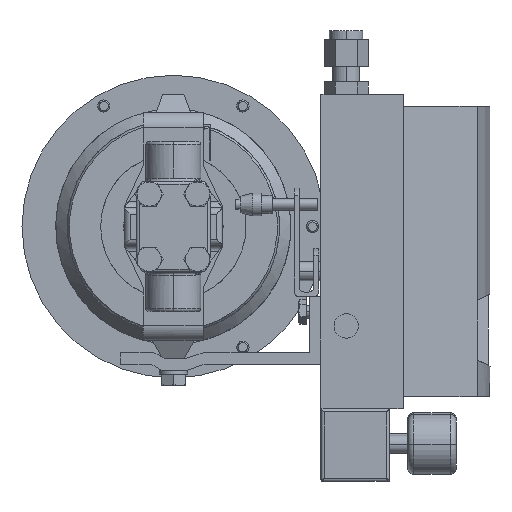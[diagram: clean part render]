
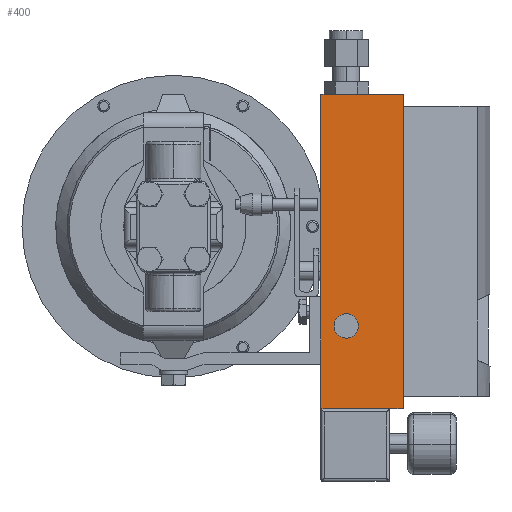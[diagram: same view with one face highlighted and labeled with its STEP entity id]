
A CAD part, front view. The second image highlights one B-rep face of the part: STEP entity #400.
In plain terms, the highlighted planar face has unit normal (0, -1, 0).
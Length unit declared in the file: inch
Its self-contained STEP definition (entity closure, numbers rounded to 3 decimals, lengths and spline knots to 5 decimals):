
#10 = CIRCLE ( 'NONE', #19874, 0.25157 ) ;
#343 = DIRECTION ( 'NONE',  ( 0., 0., -1. ) ) ;
#400 = ADVANCED_FACE ( 'NONE', ( #9149, #15603 ), #21511, .F. ) ;
#712 = EDGE_CURVE ( 'NONE', #4719, #6784, #9540, .T. ) ;
#776 = VERTEX_POINT ( 'NONE', #22579 ) ;
#836 = ORIENTED_EDGE ( 'NONE', *, *, #712, .T. ) ;
#892 = LINE ( 'NONE', #35213, #21775 ) ;
#899 = VECTOR ( 'NONE', #17838, 39.37008 ) ;
#949 = ORIENTED_EDGE ( 'NONE', *, *, #31432, .F. ) ;
#2072 = VECTOR ( 'NONE', #3790, 39.37008 ) ;
#2472 = EDGE_CURVE ( 'NONE', #24738, #34334, #34308, .T. ) ;
#2531 = VERTEX_POINT ( 'NONE', #9278 ) ;
#3790 = DIRECTION ( 'NONE',  ( 1., 0., 0. ) ) ;
#4359 = CARTESIAN_POINT ( 'NONE',  ( 3.31835, 4.13531, -2.05174 ) ) ;
#4719 = VERTEX_POINT ( 'NONE', #15566 ) ;
#4745 = DIRECTION ( 'NONE',  ( 1., 0., 0. ) ) ;
#4924 = EDGE_CURVE ( 'NONE', #32332, #33457, #35086, .T. ) ;
#5822 = DIRECTION ( 'NONE',  ( 1., 0., 0. ) ) ;
#5893 = DIRECTION ( 'NONE',  ( 0., 0., -1. ) ) ;
#6784 = VERTEX_POINT ( 'NONE', #19477 ) ;
#6788 = CARTESIAN_POINT ( 'NONE',  ( 3.56992, 4.13531, -2.05174 ) ) ;
#7769 = DIRECTION ( 'NONE',  ( -1., 0., 0. ) ) ;
#8020 = LINE ( 'NONE', #31541, #899 ) ;
#8068 = LINE ( 'NONE', #27627, #20952 ) ;
#8350 = DIRECTION ( 'NONE',  ( 0., -1., 0. ) ) ;
#8458 = EDGE_CURVE ( 'NONE', #2531, #17728, #892, .T. ) ;
#9082 = CARTESIAN_POINT ( 'NONE',  ( 6.05485, 4.13531, -3.76348 ) ) ;
#9149 = FACE_OUTER_BOUND ( 'NONE', #23350, .T. ) ;
#9278 = CARTESIAN_POINT ( 'NONE',  ( 3.04884, 4.13531, -1.44348 ) ) ;
#9540 = LINE ( 'NONE', #9082, #2072 ) ;
#9640 = VERTEX_POINT ( 'NONE', #33855 ) ;
#10147 = LINE ( 'NONE', #19474, #16612 ) ;
#11619 = DIRECTION ( 'NONE',  ( 0., -1., 0. ) ) ;
#11999 = VECTOR ( 'NONE', #4745, 39.37008 ) ;
#12092 = AXIS2_PLACEMENT_3D ( 'NONE', #26974, #32775, #21616 ) ;
#12262 = ORIENTED_EDGE ( 'NONE', *, *, #30514, .T. ) ;
#15208 = ORIENTED_EDGE ( 'NONE', *, *, #2472, .F. ) ;
#15566 = CARTESIAN_POINT ( 'NONE',  ( 3.04884, 4.13531, -3.76348 ) ) ;
#15603 = FACE_BOUND ( 'NONE', #19631, .T. ) ;
#15639 = ORIENTED_EDGE ( 'NONE', *, *, #19055, .F. ) ;
#15684 = EDGE_CURVE ( 'NONE', #9640, #31765, #27583, .T. ) ;
#15884 = CARTESIAN_POINT ( 'NONE',  ( 4.74881, 4.13531, 2.73652 ) ) ;
#16506 = CARTESIAN_POINT ( 'NONE',  ( 3.04884, 4.13531, -3.51348 ) ) ;
#16612 = VECTOR ( 'NONE', #5822, 39.37008 ) ;
#17077 = VECTOR ( 'NONE', #18632, 39.37008 ) ;
#17728 = VERTEX_POINT ( 'NONE', #31034 ) ;
#17838 = DIRECTION ( 'NONE',  ( 0., 0., -1. ) ) ;
#18421 = VECTOR ( 'NONE', #19294, 39.37008 ) ;
#18632 = DIRECTION ( 'NONE',  ( 0., 0., -1. ) ) ;
#19055 = EDGE_CURVE ( 'NONE', #776, #32332, #8020, .T. ) ;
#19294 = DIRECTION ( 'NONE',  ( 0., 0., -1. ) ) ;
#19365 = VECTOR ( 'NONE', #5893, 39.37008 ) ;
#19474 = CARTESIAN_POINT ( 'NONE',  ( 3.04884, 4.13531, -3.76348 ) ) ;
#19477 = CARTESIAN_POINT ( 'NONE',  ( 4.46625, 4.13531, -3.76348 ) ) ;
#19631 = EDGE_LOOP ( 'NONE', ( #22695, #15208 ) ) ;
#19808 = CARTESIAN_POINT ( 'NONE',  ( 4.74881, 4.13531, -3.76348 ) ) ;
#19874 = AXIS2_PLACEMENT_3D ( 'NONE', #28185, #11619, #31068 ) ;
#20858 = EDGE_CURVE ( 'NONE', #34334, #24738, #10, .T. ) ;
#20952 = VECTOR ( 'NONE', #343, 39.37008 ) ;
#21511 = PLANE ( 'NONE',  #12092 ) ;
#21616 = DIRECTION ( 'NONE',  ( -1., 0., 0. ) ) ;
#21775 = VECTOR ( 'NONE', #32544, 39.37008 ) ;
#22317 = CARTESIAN_POINT ( 'NONE',  ( 4.74881, 4.13531, -3.51348 ) ) ;
#22579 = CARTESIAN_POINT ( 'NONE',  ( 4.74881, 4.13531, 2.48652 ) ) ;
#22695 = ORIENTED_EDGE ( 'NONE', *, *, #20858, .F. ) ;
#23350 = EDGE_LOOP ( 'NONE', ( #836, #27956, #32296, #15639, #949, #34405, #33384, #30607, #12262 ) ) ;
#24738 = VERTEX_POINT ( 'NONE', #30381 ) ;
#26676 = LINE ( 'NONE', #16506, #18421 ) ;
#26733 = CARTESIAN_POINT ( 'NONE',  ( 3.04884, 4.13531, 2.73652 ) ) ;
#26974 = CARTESIAN_POINT ( 'NONE',  ( 3.04884, 4.13531, -3.51348 ) ) ;
#27583 = LINE ( 'NONE', #26733, #11999 ) ;
#27627 = CARTESIAN_POINT ( 'NONE',  ( 3.04884, 4.13531, -3.51348 ) ) ;
#27956 = ORIENTED_EDGE ( 'NONE', *, *, #28847, .T. ) ;
#28185 = CARTESIAN_POINT ( 'NONE',  ( 3.56992, 4.13531, -2.05174 ) ) ;
#28847 = EDGE_CURVE ( 'NONE', #6784, #33457, #10147, .T. ) ;
#30381 = CARTESIAN_POINT ( 'NONE',  ( 3.82149, 4.13531, -2.05174 ) ) ;
#30514 = EDGE_CURVE ( 'NONE', #17728, #4719, #26676, .T. ) ;
#30607 = ORIENTED_EDGE ( 'NONE', *, *, #8458, .T. ) ;
#31034 = CARTESIAN_POINT ( 'NONE',  ( 3.04884, 4.13531, -2.84348 ) ) ;
#31068 = DIRECTION ( 'NONE',  ( -1., 0., 0. ) ) ;
#31432 = EDGE_CURVE ( 'NONE', #31765, #776, #32810, .T. ) ;
#31541 = CARTESIAN_POINT ( 'NONE',  ( 4.74881, 4.13531, 2.48652 ) ) ;
#31571 = EDGE_CURVE ( 'NONE', #9640, #2531, #8068, .T. ) ;
#31765 = VERTEX_POINT ( 'NONE', #34482 ) ;
#32296 = ORIENTED_EDGE ( 'NONE', *, *, #4924, .F. ) ;
#32332 = VERTEX_POINT ( 'NONE', #33703 ) ;
#32544 = DIRECTION ( 'NONE',  ( 0., 0., -1. ) ) ;
#32775 = DIRECTION ( 'NONE',  ( 0., 1., 0. ) ) ;
#32810 = LINE ( 'NONE', #15884, #17077 ) ;
#33384 = ORIENTED_EDGE ( 'NONE', *, *, #31571, .T. ) ;
#33457 = VERTEX_POINT ( 'NONE', #19808 ) ;
#33634 = AXIS2_PLACEMENT_3D ( 'NONE', #6788, #8350, #7769 ) ;
#33703 = CARTESIAN_POINT ( 'NONE',  ( 4.74881, 4.13531, -3.51348 ) ) ;
#33855 = CARTESIAN_POINT ( 'NONE',  ( 3.04884, 4.13531, 2.73652 ) ) ;
#34308 = CIRCLE ( 'NONE', #33634, 0.25157 ) ;
#34334 = VERTEX_POINT ( 'NONE', #4359 ) ;
#34405 = ORIENTED_EDGE ( 'NONE', *, *, #15684, .F. ) ;
#34482 = CARTESIAN_POINT ( 'NONE',  ( 4.74881, 4.13531, 2.73652 ) ) ;
#35086 = LINE ( 'NONE', #22317, #19365 ) ;
#35213 = CARTESIAN_POINT ( 'NONE',  ( 3.04884, 4.13531, -3.51348 ) ) ;
